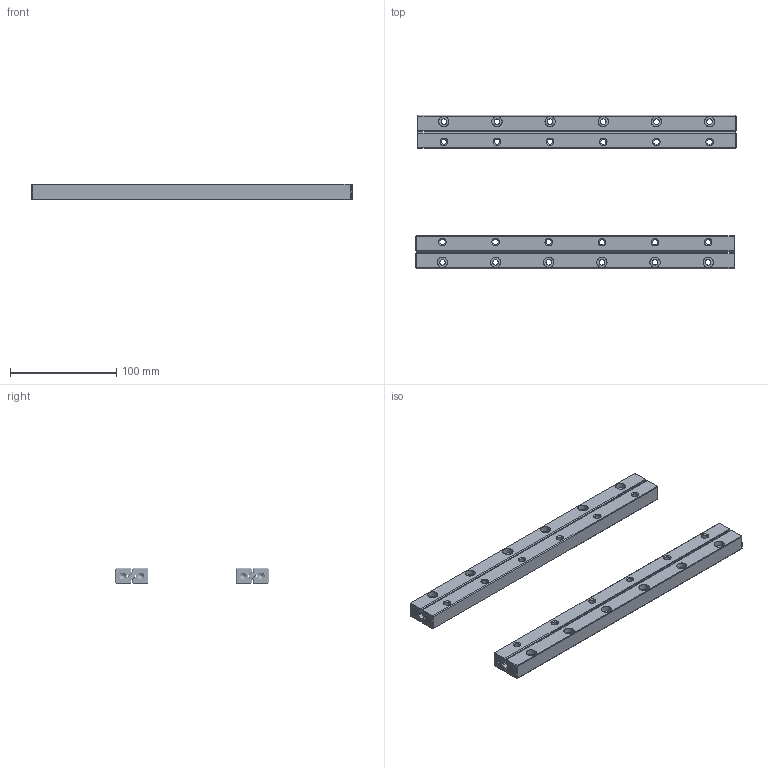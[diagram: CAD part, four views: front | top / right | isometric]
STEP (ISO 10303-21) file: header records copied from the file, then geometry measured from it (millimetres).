
FILE_DESCRIPTION(/* description */ (''),/* implementation_level */ '2;1');
FILE_NAME(/* name */ 'Set RSDE 6300x28KRE-ACC.stp',/* time_stamp */ '2018-12-20T08:24:17+01:00',/* author */ (''),/* organization */ (''),/* preprocessor_version */ 'ST-DEVELOPER v16.7',/* originating_system */ 'SIEMENS PLM Software NX 12.0',/* authorisation */ '');
FILE_SCHEMA (('AUTOMOTIVE_DESIGN { 1 0 10303 214 3 1 1 1 }'));
Length unit declared in the file: millimetre
Products named in the file (8): 029045_A_4-Gear R_RE 6-ACC_ m_0_3_ z_28; ISO 2338-2m6x5-A1_A_4-Dowel Pin ISO 2338-2m6x5-A1; 019793_A_5-Roller Ø6x4.4; 029028_A_4-Body Cage R6x28KRE-ACC; 037801_A_4-Rack R6-ACC L_110; 012981_B_6-Rail RSDE-6300-ACC; 029085_A_5-Roller Cage R6x28KRE-ACC-Assy; 036521_A_1-Set RSDE 6300x28KRE-ACC
Assembly tree (42 placements, depth 3):
  036521_A_1-Set RSDE 6300x28KRE-ACC
    012981_B_6-Rail RSDE-6300-ACC  x4
    029085_A_5-Roller Cage R6x28KRE-ACC-Assy  x2
      029028_A_4-Body Cage R6x28KRE-ACC
      019793_A_5-Roller Ø6x4.4
      ISO 2338-2m6x5-A1_A_4-Dowel Pin ISO 2338-2m6x5-A1
      029045_A_4-Gear R_RE 6-ACC_ m_0_3_ z_28
    037801_A_4-Rack R6-ACC L_110  x4
Bounding box: 301.28 x 144.4 x 15.04 mm (x, y, z)
Volume: 243513.2 mm3; surface area: 112071.9 mm2
Topology: 72 solids, 72 shells, 4760 faces, 13178 edges, 8646 vertices
Faces by surface type: plane 2276, cylinder 1716, cone 308, bspline 224, extrusion 124, torus 112
Full cylindrical faces by diameter (mm): 0.8 x240, 2 x8, 4 x56, 4.3 x8, 5.2 x32, 6 x56, 9.5 x24
Entity records: 45407 total; most frequent: CARTESIAN_POINT 13725, ORIENTED_EDGE 6556, DIRECTION 6325, EDGE_CURVE 3278, VERTEX_POINT 2246, AXIS2_PLACEMENT_3D 2169, VECTOR 1987, LINE 1928
